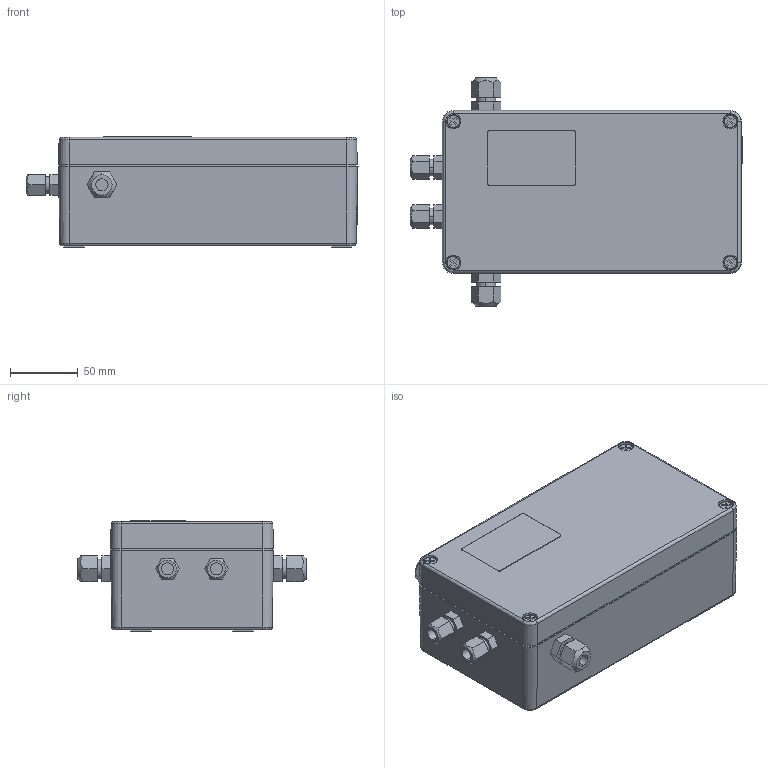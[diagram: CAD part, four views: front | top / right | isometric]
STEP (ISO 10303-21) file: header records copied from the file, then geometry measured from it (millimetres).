
FILE_DESCRIPTION (( 'STEP AP214' ), '1' );
FILE_NAME ('EMIS2_351615.STEP', '2015-02-18T07:55:02', ( 'Admin1' ), ( '' ), 'SwSTEP 2.0', 'SolidWorks 2014', '' );
FILE_SCHEMA (( 'AUTOMOTIVE_DESIGN' ));
Length unit declared in the file: millimetre
Products named in the file (1): EMIS2_351615
Bounding box: 244.4 x 167.86 x 81.5 mm (x, y, z)
Surface area: 132276.6 mm2 (no closed solid volume)
Topology: 0 solids, 16 shells, 272 faces, 774 edges, 520 vertices
Faces by surface type: plane 180, cone 44, cylinder 32, bspline 16
Entity records: 12204 total; most frequent: CARTESIAN_POINT 2271, DIRECTION 1400, ORIENTED_EDGE 1364, EDGE_CURVE 774, VERTEX_POINT 520, VECTOR 502, LINE 502, AXIS2_PLACEMENT_3D 449
